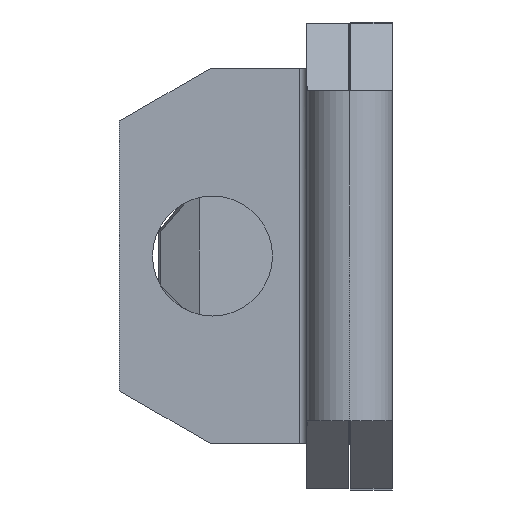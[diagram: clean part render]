
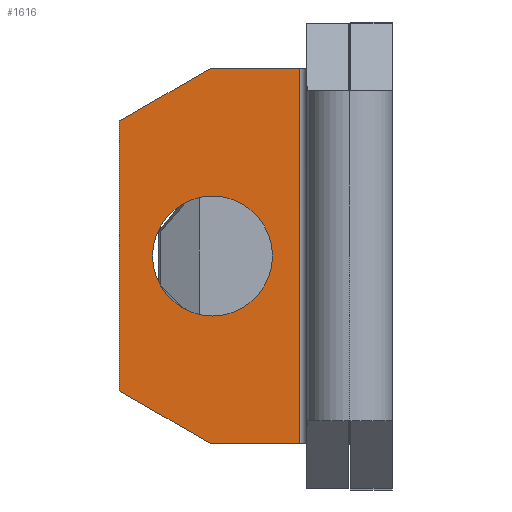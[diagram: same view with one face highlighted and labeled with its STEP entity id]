
A CAD part, left-side view. The second image highlights one B-rep face of the part: STEP entity #1616.
In plain terms, the highlighted planar face has unit normal (-1, 0, 0).
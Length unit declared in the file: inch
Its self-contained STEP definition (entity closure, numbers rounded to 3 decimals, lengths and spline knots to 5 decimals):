
#128 = CARTESIAN_POINT ( 'NONE',  ( 0.7065, 0.0335, -0.125 ) ) ;
#149 = CARTESIAN_POINT ( 'NONE',  ( 0.7065, 0.1535, 0.155 ) ) ;
#163 = LINE ( 'NONE', #1811, #280 ) ;
#191 = EDGE_CURVE ( 'NONE', #5032, #2227, #3012, .T. ) ;
#280 = VECTOR ( 'NONE', #1148, 39.37008 ) ;
#363 = ORIENTED_EDGE ( 'NONE', *, *, #3686, .T. ) ;
#406 = ORIENTED_EDGE ( 'NONE', *, *, #1672, .F. ) ;
#474 = AXIS2_PLACEMENT_3D ( 'NONE', #149, #1365, #4250 ) ;
#711 = EDGE_CURVE ( 'NONE', #3055, #2867, #935, .T. ) ;
#798 = VERTEX_POINT ( 'NONE', #128 ) ;
#814 = VECTOR ( 'NONE', #3020, 39.37008 ) ;
#835 = CARTESIAN_POINT ( 'NONE',  ( 0.7065, 0.1535, -0.09 ) ) ;
#866 = CARTESIAN_POINT ( 'NONE',  ( 0.7065, 0.0515, 0. ) ) ;
#935 = LINE ( 'NONE', #1209, #5161 ) ;
#1007 = EDGE_CURVE ( 'NONE', #798, #2173, #2794, .T. ) ;
#1148 = DIRECTION ( 'NONE',  ( 0., 0., -1. ) ) ;
#1209 = CARTESIAN_POINT ( 'NONE',  ( 0.7065, 0.1535, 0.155 ) ) ;
#1365 = DIRECTION ( 'NONE',  ( 1., 0., 0. ) ) ;
#1455 = EDGE_LOOP ( 'NONE', ( #4777, #2697, #2033, #406, #4359, #363 ) ) ;
#1462 = DIRECTION ( 'NONE',  ( 1., 0., 0. ) ) ;
#1616 = ADVANCED_FACE ( 'NONE', ( #1623, #4886 ), #3840, .F. ) ;
#1623 = FACE_BOUND ( 'NONE', #3417, .T. ) ;
#1658 = LINE ( 'NONE', #3393, #2502 ) ;
#1672 = EDGE_CURVE ( 'NONE', #2031, #798, #163, .T. ) ;
#1811 = CARTESIAN_POINT ( 'NONE',  ( 0.7065, 0.0335, 0.155 ) ) ;
#1913 = LINE ( 'NONE', #3734, #814 ) ;
#2003 = CARTESIAN_POINT ( 'NONE',  ( 0.7065, 0.0335, 0.125 ) ) ;
#2031 = VERTEX_POINT ( 'NONE', #2003 ) ;
#2033 = ORIENTED_EDGE ( 'NONE', *, *, #1007, .F. ) ;
#2062 = AXIS2_PLACEMENT_3D ( 'NONE', #3927, #1462, #4337 ) ;
#2141 = EDGE_CURVE ( 'NONE', #2031, #5053, #3758, .T. ) ;
#2171 = DIRECTION ( 'NONE',  ( 0., 0.866, -0.5 ) ) ;
#2173 = VERTEX_POINT ( 'NONE', #3732 ) ;
#2176 = CARTESIAN_POINT ( 'NONE',  ( 0.7065, 0.1535, 0.09 ) ) ;
#2201 = CARTESIAN_POINT ( 'NONE',  ( 0.7065, 0.09288, 0.125 ) ) ;
#2227 = VERTEX_POINT ( 'NONE', #2933 ) ;
#2311 = ORIENTED_EDGE ( 'NONE', *, *, #2721, .T. ) ;
#2369 = DIRECTION ( 'NONE',  ( 0., 1., 0. ) ) ;
#2467 = CARTESIAN_POINT ( 'NONE',  ( 0.7065, -0.05293, 0.125 ) ) ;
#2502 = VECTOR ( 'NONE', #2171, 39.37008 ) ;
#2660 = VECTOR ( 'NONE', #3292, 39.37008 ) ;
#2697 = ORIENTED_EDGE ( 'NONE', *, *, #5056, .T. ) ;
#2721 = EDGE_CURVE ( 'NONE', #2227, #5032, #4067, .T. ) ;
#2794 = LINE ( 'NONE', #3463, #3764 ) ;
#2867 = VERTEX_POINT ( 'NONE', #835 ) ;
#2933 = CARTESIAN_POINT ( 'NONE',  ( 0.7065, 0.1315, 0. ) ) ;
#3012 = CIRCLE ( 'NONE', #2062, 0.04 ) ;
#3020 = DIRECTION ( 'NONE',  ( 0., -0.866, -0.5 ) ) ;
#3055 = VERTEX_POINT ( 'NONE', #2176 ) ;
#3292 = DIRECTION ( 'NONE',  ( 0., 1., 0. ) ) ;
#3329 = DIRECTION ( 'NONE',  ( 0., 0., -1. ) ) ;
#3393 = CARTESIAN_POINT ( 'NONE',  ( 0.7065, 0.09288, 0.125 ) ) ;
#3417 = EDGE_LOOP ( 'NONE', ( #2311, #3451 ) ) ;
#3451 = ORIENTED_EDGE ( 'NONE', *, *, #191, .T. ) ;
#3463 = CARTESIAN_POINT ( 'NONE',  ( 0.7065, -0.05293, -0.125 ) ) ;
#3552 = CARTESIAN_POINT ( 'NONE',  ( 0.7065, 0.0915, 0. ) ) ;
#3686 = EDGE_CURVE ( 'NONE', #5053, #3055, #1658, .T. ) ;
#3732 = CARTESIAN_POINT ( 'NONE',  ( 0.7065, 0.09288, -0.125 ) ) ;
#3734 = CARTESIAN_POINT ( 'NONE',  ( 0.7065, 0.1535, -0.09 ) ) ;
#3758 = LINE ( 'NONE', #2467, #2660 ) ;
#3764 = VECTOR ( 'NONE', #3872, 39.37008 ) ;
#3840 = PLANE ( 'NONE',  #474 ) ;
#3872 = DIRECTION ( 'NONE',  ( 0., 1., 0. ) ) ;
#3927 = CARTESIAN_POINT ( 'NONE',  ( 0.7065, 0.0915, 0. ) ) ;
#4067 = CIRCLE ( 'NONE', #4563, 0.04 ) ;
#4250 = DIRECTION ( 'NONE',  ( 0., 1., 0. ) ) ;
#4337 = DIRECTION ( 'NONE',  ( 0., 1., 0. ) ) ;
#4359 = ORIENTED_EDGE ( 'NONE', *, *, #2141, .T. ) ;
#4563 = AXIS2_PLACEMENT_3D ( 'NONE', #3552, #4806, #2369 ) ;
#4777 = ORIENTED_EDGE ( 'NONE', *, *, #711, .T. ) ;
#4806 = DIRECTION ( 'NONE',  ( 1., 0., 0. ) ) ;
#4886 = FACE_OUTER_BOUND ( 'NONE', #1455, .T. ) ;
#5032 = VERTEX_POINT ( 'NONE', #866 ) ;
#5053 = VERTEX_POINT ( 'NONE', #2201 ) ;
#5056 = EDGE_CURVE ( 'NONE', #2867, #2173, #1913, .T. ) ;
#5161 = VECTOR ( 'NONE', #3329, 39.37008 ) ;
